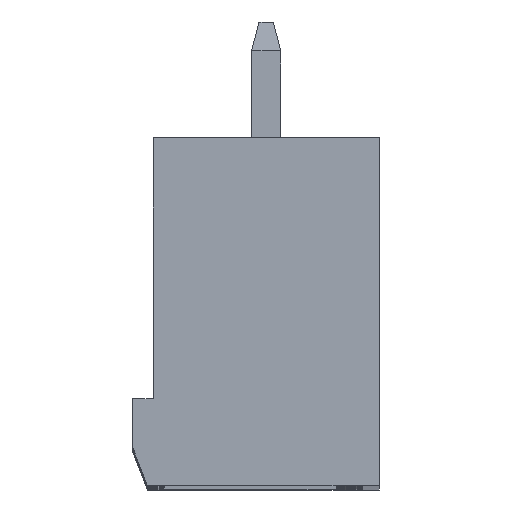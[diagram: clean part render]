
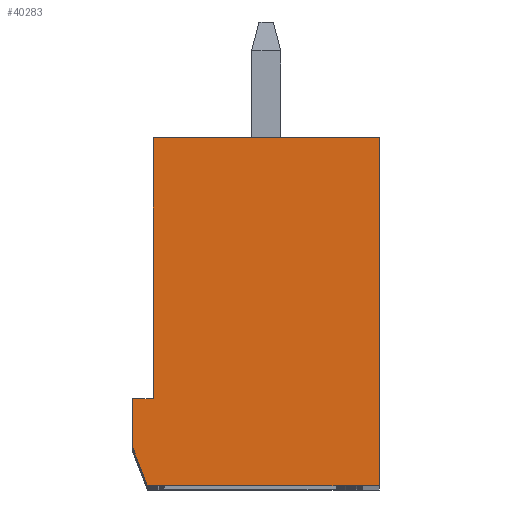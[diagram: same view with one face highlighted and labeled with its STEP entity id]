
A CAD part, top view. The second image highlights one B-rep face of the part: STEP entity #40283.
In plain terms, the highlighted planar face has unit normal (0, 0, 1).
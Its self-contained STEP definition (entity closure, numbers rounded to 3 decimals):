
#28=DIRECTION('',(0.,-1.,0.));
#29=VECTOR('',#28,1.7);
#30=CARTESIAN_POINT('',(-4.6,3.,87.06));
#31=LINE('',#30,#29);
#96=DIRECTION('',(-1.,0.,0.));
#97=VECTOR('',#96,0.7);
#98=CARTESIAN_POINT('',(-3.9,3.,87.06));
#99=LINE('',#98,#97);
#108=DIRECTION('',(0.,-1.,0.));
#109=VECTOR('',#108,9.);
#110=CARTESIAN_POINT('',(-3.9,12.,87.06));
#111=LINE('',#110,#109);
#124=DIRECTION('',(-1.,0.,0.));
#125=VECTOR('',#124,7.8);
#126=CARTESIAN_POINT('',(3.9,12.,87.06));
#127=LINE('',#126,#125);
#200=DIRECTION('',(0.,1.,0.));
#201=VECTOR('',#200,12.);
#202=CARTESIAN_POINT('',(3.9,0.,87.06));
#203=LINE('',#202,#201);
#493=DIRECTION('',(1.,0.,0.));
#494=VECTOR('',#493,8.);
#495=CARTESIAN_POINT('',(-4.1,0.,87.06));
#496=LINE('',#495,#494);
#14074=DIRECTION('',(-0.359,0.933,0.));
#14075=VECTOR('',#14074,1.393);
#14076=CARTESIAN_POINT('',(-4.1,0.,87.06));
#14077=LINE('',#14076,#14075);
#16285=CARTESIAN_POINT('',(-4.1,0.,87.06));
#16286=VERTEX_POINT('',#16285);
#16287=CARTESIAN_POINT('',(3.9,0.,87.06));
#16288=VERTEX_POINT('',#16287);
#16289=CARTESIAN_POINT('',(-4.6,1.3,87.06));
#16290=VERTEX_POINT('',#16289);
#16291=CARTESIAN_POINT('',(3.9,12.,87.06));
#16292=VERTEX_POINT('',#16291);
#16293=CARTESIAN_POINT('',(-3.9,12.,87.06));
#16294=VERTEX_POINT('',#16293);
#16295=CARTESIAN_POINT('',(-4.6,3.,87.06));
#16296=VERTEX_POINT('',#16295);
#16297=CARTESIAN_POINT('',(-3.9,3.,87.06));
#16298=VERTEX_POINT('',#16297);
#40269=CARTESIAN_POINT('',(0.,0.,87.06));
#40270=DIRECTION('',(0.,0.,-1.));
#40271=DIRECTION('',(-1.,0.,0.));
#40272=AXIS2_PLACEMENT_3D('',#40269,#40270,#40271);
#40273=PLANE('',#40272);
#40274=ORIENTED_EDGE('',*,*,#20342,.F.);
#40275=ORIENTED_EDGE('',*,*,#40262,.T.);
#40276=ORIENTED_EDGE('',*,*,#19934,.F.);
#40277=ORIENTED_EDGE('',*,*,#20017,.F.);
#40278=ORIENTED_EDGE('',*,*,#20032,.F.);
#40279=ORIENTED_EDGE('',*,*,#20055,.F.);
#40280=ORIENTED_EDGE('',*,*,#20198,.F.);
#40281=EDGE_LOOP('',(#40274,#40275,#40276,#40277,#40278,#40279,#40280));
#40282=FACE_OUTER_BOUND('',#40281,.F.);
#40283=ADVANCED_FACE('',(#40282),#40273,.F.);
#19934=EDGE_CURVE('',#16296,#16290,#31,.T.);
#20017=EDGE_CURVE('',#16298,#16296,#99,.T.);
#20032=EDGE_CURVE('',#16294,#16298,#111,.T.);
#20055=EDGE_CURVE('',#16292,#16294,#127,.T.);
#20198=EDGE_CURVE('',#16288,#16292,#203,.T.);
#20342=EDGE_CURVE('',#16286,#16288,#496,.T.);
#40262=EDGE_CURVE('',#16286,#16290,#14077,.T.);
